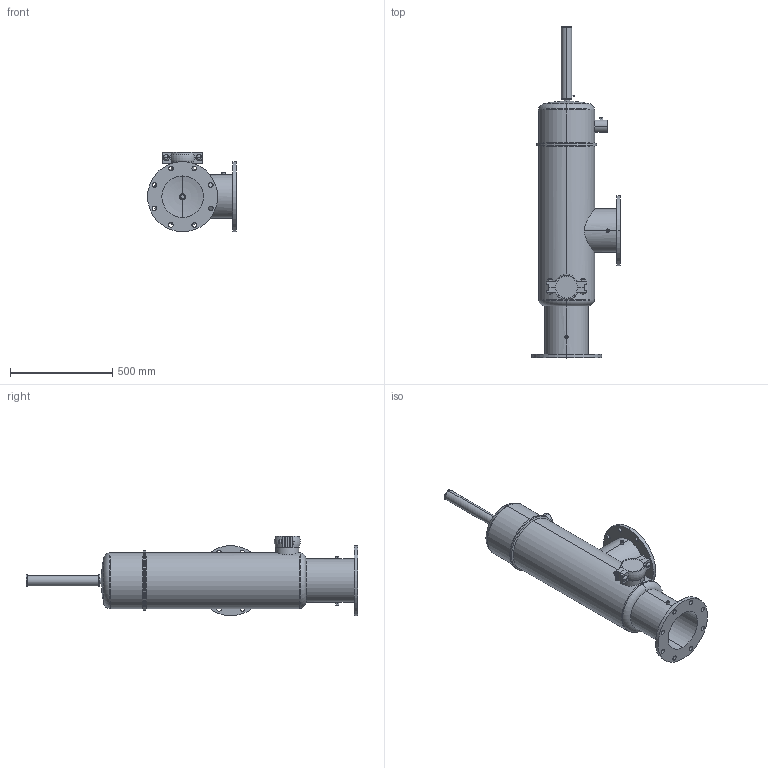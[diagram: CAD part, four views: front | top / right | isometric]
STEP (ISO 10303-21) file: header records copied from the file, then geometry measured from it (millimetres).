
FILE_DESCRIPTION (( 'STEP AP203' ), '1' );
FILE_NAME ('CXL8-90.STEP', '2020-09-25T10:12:45', ( '' ), ( '' ), 'SwSTEP 2.0', 'SolidWorks 2018', '' );
FILE_SCHEMA (( 'CONFIG_CONTROL_DESIGN' ));
Length unit declared in the file: inch
Products named in the file (1): CXL8-90
Bounding box: 435.1 x 1623.49 x 388.83 mm (x, y, z)
Volume: 8859684.9 mm3; surface area: 2787820.1 mm2
Topology: 10 solids, 10 shells, 283 faces, 678 edges, 428 vertices
Faces by surface type: cylinder 136, plane 89, cone 32, torus 22, sphere 4
Entity records: 10245 total; most frequent: CARTESIAN_POINT 3384, DIRECTION 1464, ORIENTED_EDGE 1356, EDGE_CURVE 678, AXIS2_PLACEMENT_3D 594, VERTEX_POINT 428, EDGE_LOOP 360, CIRCLE 310
